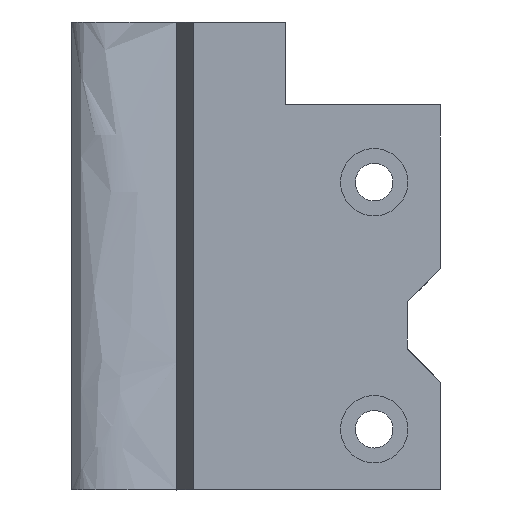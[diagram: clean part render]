
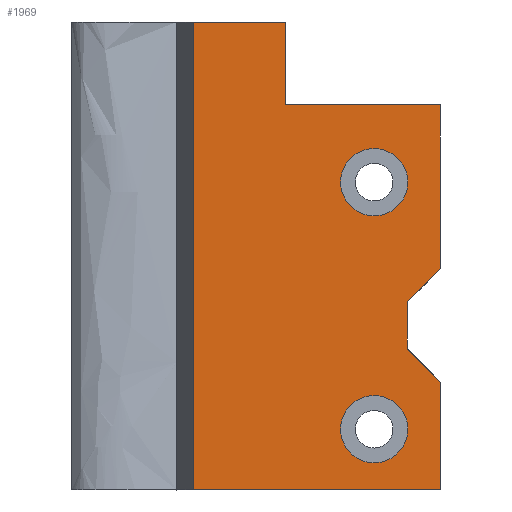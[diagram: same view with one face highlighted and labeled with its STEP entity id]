
A CAD part, left-side view. The second image highlights one B-rep face of the part: STEP entity #1969.
In plain terms, the highlighted planar face has unit normal (-1, 0, 0).
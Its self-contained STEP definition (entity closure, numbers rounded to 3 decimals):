
#88=FACE_BOUND('',#395,.T.);
#89=FACE_BOUND('',#396,.T.);
#160=CIRCLE('',#2152,3.05);
#161=CIRCLE('',#2154,3.05);
#269=FACE_OUTER_BOUND('',#394,.T.);
#394=EDGE_LOOP('',(#1762,#1763,#1764,#1765,#1766,#1767,#1768,#1769,#1770,
#1771));
#395=EDGE_LOOP('',(#1772));
#396=EDGE_LOOP('',(#1773));
#414=LINE('',#2747,#600);
#430=LINE('',#2784,#616);
#435=LINE('',#2797,#621);
#436=LINE('',#2802,#622);
#439=LINE('',#2813,#625);
#571=LINE('',#3749,#757);
#573=LINE('',#3753,#759);
#579=LINE('',#3771,#765);
#583=LINE('',#3781,#769);
#584=LINE('',#3782,#770);
#600=VECTOR('',#2190,10.);
#616=VECTOR('',#2216,10.);
#621=VECTOR('',#2227,10.);
#622=VECTOR('',#2234,10.);
#625=VECTOR('',#2249,10.);
#757=VECTOR('',#2661,10.);
#759=VECTOR('',#2665,10.);
#765=VECTOR('',#2683,10.);
#769=VECTOR('',#2695,10.);
#770=VECTOR('',#2696,10.);
#787=VERTEX_POINT('',#2744);
#788=VERTEX_POINT('',#2746);
#803=VERTEX_POINT('',#2781);
#804=VERTEX_POINT('',#2783);
#809=VERTEX_POINT('',#2795);
#812=VERTEX_POINT('',#2811);
#944=VERTEX_POINT('',#3748);
#945=VERTEX_POINT('',#3752);
#946=VERTEX_POINT('',#3756);
#947=VERTEX_POINT('',#3760);
#951=VERTEX_POINT('',#3770);
#953=VERTEX_POINT('',#3780);
#970=EDGE_CURVE('',#788,#787,#414,.T.);
#988=EDGE_CURVE('',#804,#803,#430,.T.);
#995=EDGE_CURVE('',#787,#809,#435,.T.);
#997=EDGE_CURVE('',#809,#804,#436,.T.);
#1003=EDGE_CURVE('',#803,#812,#439,.T.);
#1212=EDGE_CURVE('',#944,#788,#571,.T.);
#1214=EDGE_CURVE('',#945,#944,#573,.T.);
#1216=EDGE_CURVE('',#946,#946,#160,.T.);
#1218=EDGE_CURVE('',#947,#947,#161,.T.);
#1223=EDGE_CURVE('',#951,#945,#579,.T.);
#1228=EDGE_CURVE('',#812,#953,#583,.T.);
#1229=EDGE_CURVE('',#953,#951,#584,.F.);
#1762=ORIENTED_EDGE('',*,*,#988,.T.);
#1763=ORIENTED_EDGE('',*,*,#1003,.T.);
#1764=ORIENTED_EDGE('',*,*,#1228,.T.);
#1765=ORIENTED_EDGE('',*,*,#1229,.T.);
#1766=ORIENTED_EDGE('',*,*,#1223,.T.);
#1767=ORIENTED_EDGE('',*,*,#1214,.T.);
#1768=ORIENTED_EDGE('',*,*,#1212,.T.);
#1769=ORIENTED_EDGE('',*,*,#970,.T.);
#1770=ORIENTED_EDGE('',*,*,#995,.T.);
#1771=ORIENTED_EDGE('',*,*,#997,.T.);
#1772=ORIENTED_EDGE('',*,*,#1218,.T.);
#1773=ORIENTED_EDGE('',*,*,#1216,.T.);
#1864=PLANE('',#2160);
#1969=ADVANCED_FACE('',(#269,#88,#89),#1864,.T.);
#2152=AXIS2_PLACEMENT_3D('',#3757,#2669,#2670);
#2154=AXIS2_PLACEMENT_3D('',#3761,#2674,#2675);
#2160=AXIS2_PLACEMENT_3D('',#3779,#2693,#2694);
#2190=DIRECTION('',(0.,0.,1.));
#2216=DIRECTION('',(0.,-0.707,0.707));
#2227=DIRECTION('',(0.,0.707,0.707));
#2234=DIRECTION('',(0.,0.,1.));
#2249=DIRECTION('',(0.,0.,1.));
#2661=DIRECTION('',(0.,-1.,0.));
#2665=DIRECTION('',(0.,0.,-1.));
#2669=DIRECTION('center_axis',(1.,0.,0.));
#2670=DIRECTION('ref_axis',(0.,0.,1.));
#2674=DIRECTION('center_axis',(1.,0.,0.));
#2675=DIRECTION('ref_axis',(0.,0.,1.));
#2683=DIRECTION('',(0.,1.,0.));
#2693=DIRECTION('center_axis',(-1.,0.,0.));
#2694=DIRECTION('ref_axis',(0.,0.,
1.));
#2695=DIRECTION('',(0.,1.,0.));
#2696=DIRECTION('',(0.,0.,-1.));
#2744=CARTESIAN_POINT('',(-29.999,3.101,-19.581));
#2746=CARTESIAN_POINT('',(-29.999,3.101,-29.339));
#2747=CARTESIAN_POINT('',(-29.999,3.101,-6.639));
#2781=CARTESIAN_POINT('',(-29.999,3.101,-9.298));
#2783=CARTESIAN_POINT('',(-29.999,6.101,-12.298));
#2784=CARTESIAN_POINT('',(-29.999,9.318,-15.516));
#2795=CARTESIAN_POINT('',(-29.999,6.101,-16.581));
#2797=CARTESIAN_POINT('',(-29.999,9.377,-13.306));
#2802=CARTESIAN_POINT('',(-29.999,6.101,-14.906));
#2811=CARTESIAN_POINT('',(-29.999,3.101,5.526));
#2813=CARTESIAN_POINT('',(-29.999,3.101,-6.639));
#3748=CARTESIAN_POINT('',(-29.999,25.499,-29.339));
#3749=CARTESIAN_POINT('',(-29.999,27.402,-29.339));
#3752=CARTESIAN_POINT('',(-29.999,25.499,13.026));
#3753=CARTESIAN_POINT('',(-29.999,25.499,10.786));
#3756=CARTESIAN_POINT('',(-29.999,9.101,-26.889));
#3757=CARTESIAN_POINT('Origin',(-29.999,9.101,-23.839));
#3760=CARTESIAN_POINT('',(-29.999,9.101,-4.525));
#3761=CARTESIAN_POINT('Origin',(-29.999,9.101,-1.475));
#3770=CARTESIAN_POINT('',(-29.999,17.101,13.026));
#3771=CARTESIAN_POINT('',(-29.999,19.903,13.026));
#3779=CARTESIAN_POINT('Origin',(-29.999,19.804,-14.323));
#3780=CARTESIAN_POINT('',(-29.999,17.101,5.526));
#3781=CARTESIAN_POINT('',(-29.999,14.953,5.526));
#3782=CARTESIAN_POINT('',(-29.999,17.101,-5.501));
